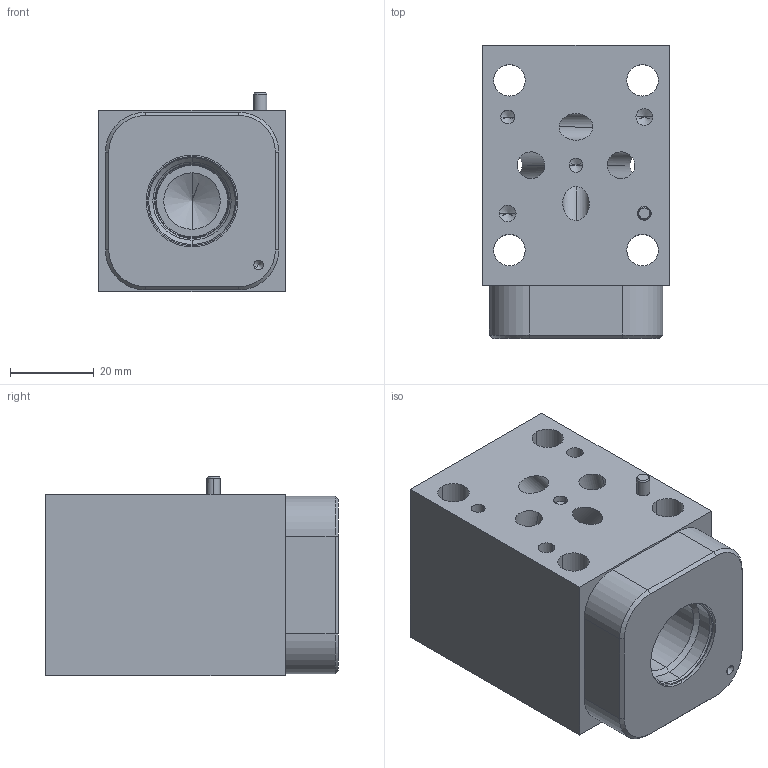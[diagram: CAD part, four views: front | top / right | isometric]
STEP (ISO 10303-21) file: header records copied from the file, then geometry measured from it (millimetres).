
FILE_DESCRIPTION((''),'2;1');
FILE_NAME('GDA_ASM','2022-08-23T',('ProEService'),(''),'PRO/ENGINEER BY PARAMETRIC TECHNOLOGY CORPORATION, 2014200','PRO/ENGINEER BY PARAMETRIC TECHNOLOGY CORPORATION, 2014200','');
FILE_SCHEMA(('CONFIG_CONTROL_DESIGN'));
Length unit declared in the file: inch
Products named in the file (5): 150-296; 811-001-006; 500-001-012; 700-002; GDA_ASM
Assembly tree (7 placements, depth 2):
  GDA_ASM
    150-296
    811-001-006
    500-001-012  x4
    700-002
Bounding box: 44.45 x 69.85 x 47.5 mm (x, y, z)
Volume: 105082.3 mm3; surface area: 25985.2 mm2
Topology: 2 solids, 2 shells, 136 faces, 787 edges, 828 vertices
Faces by surface type: cylinder 60, cone 40, plane 31, sphere 3, torus 2
Entity records: 7897 total; most frequent: CARTESIAN_POINT 2212, DIRECTION 1179, ORIENTED_EDGE 616, VECTOR 601, LINE 601, TRIMMED_CURVE 455, COMPOSITE_CURVE_SEGMENT 418, EDGE_CURVE 308
